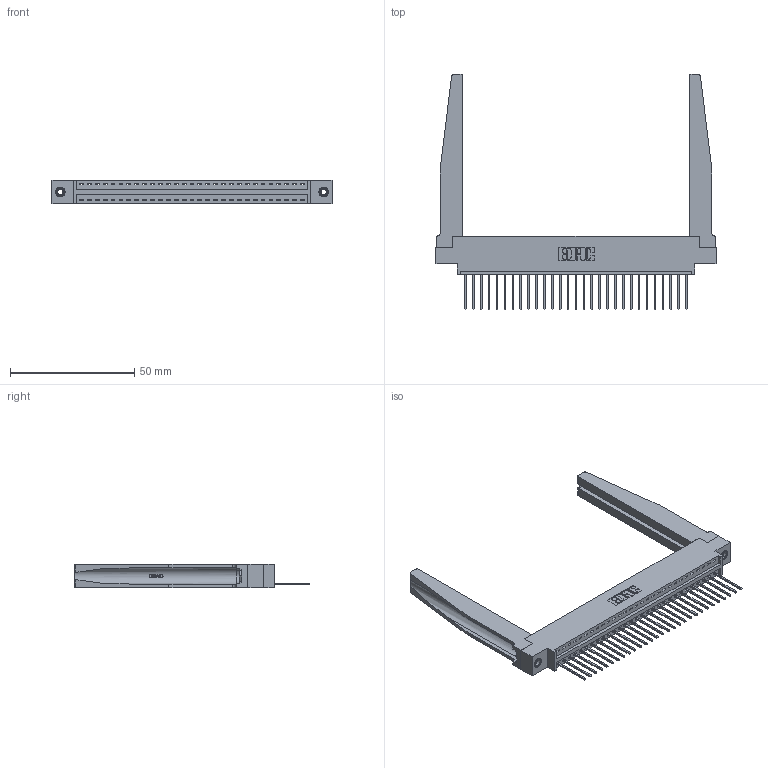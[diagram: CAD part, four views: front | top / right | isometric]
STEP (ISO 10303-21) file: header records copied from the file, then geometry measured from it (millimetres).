
FILE_DESCRIPTION (( 'STEP AP203' ), '1' );
FILE_NAME ('396-029-540-678.STEP', '2019-10-27T09:48:10', ( '' ), ( '' ), 'SwSTEP 2.0', 'SolidWorks 2016', '' );
FILE_SCHEMA (( 'CONFIG_CONTROL_DESIGN' ));
Length unit declared in the file: inch
Products named in the file (5): 396-029-540-678; 345-292-001_345-293-140; 346 Part_0.170 Offset - 0.156 Dia-TH; 345-250-001_345-250-001-102; 346-220-078_345-220-078
Assembly tree (34 placements, depth 2):
  396-029-540-678
    346 Part_0.170 Offset - 0.156 Dia-TH
    345-292-001_345-293-140  x29
    346-220-078_345-220-078  x2
    345-250-001_345-250-001-102  x2
Bounding box: 112.65 x 94.74 x 9.4 mm (x, y, z)
Volume: 17486.9 mm3; surface area: 20068.1 mm2
Topology: 34 solids, 34 shells, 2042 faces, 6053 edges, 3986 vertices
Faces by surface type: plane 1382, cylinder 608, bspline 36, cone 12, torus 4
Entity records: 24646 total; most frequent: CARTESIAN_POINT 5142, ORIENTED_EDGE 3994, DIRECTION 3537, EDGE_CURVE 1997, LINE 1655, VECTOR 1655, VERTEX_POINT 1324, AXIS2_PLACEMENT_3D 941
